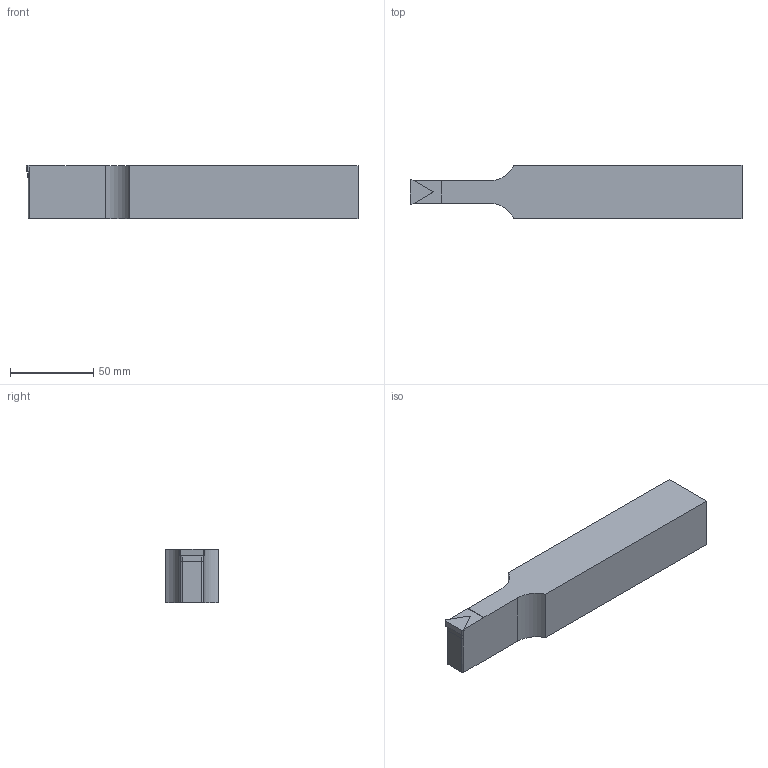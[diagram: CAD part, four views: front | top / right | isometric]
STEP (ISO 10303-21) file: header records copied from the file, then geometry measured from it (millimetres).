
FILE_DESCRIPTION(/* description */ (''),/* implementation_level */ '2;1');
FILE_NAME(/* name */ 'STCCN-3232-R16.stp',/* time_stamp */ '2023-10-14T14:49:21+03:00',/* author */ (''),/* organization */ (''),/* preprocessor_version */ 'ST-DEVELOPER v19.4',/* originating_system */ 'SIEMENS PLM Software NX2306.3001',/* authorisation */ '');
FILE_SCHEMA (('AUTOMOTIVE_DESIGN { 1 0 10303 214 3 1 1 1 }'));
Length unit declared in the file: millimetre
Products named in the file (1): model1
Bounding box: 200 x 32 x 32.1 mm (x, y, z)
Volume: 169713.4 mm3; surface area: 25413.2 mm2
Topology: 2 solids, 2 shells, 29 faces, 75 edges, 50 vertices
Faces by surface type: plane 20, cylinder 6, cone 3
Entity records: 920 total; most frequent: DIRECTION 157, CARTESIAN_POINT 155, ORIENTED_EDGE 150, EDGE_CURVE 75, LINE 53, VECTOR 53, AXIS2_PLACEMENT_3D 52, VERTEX_POINT 50
